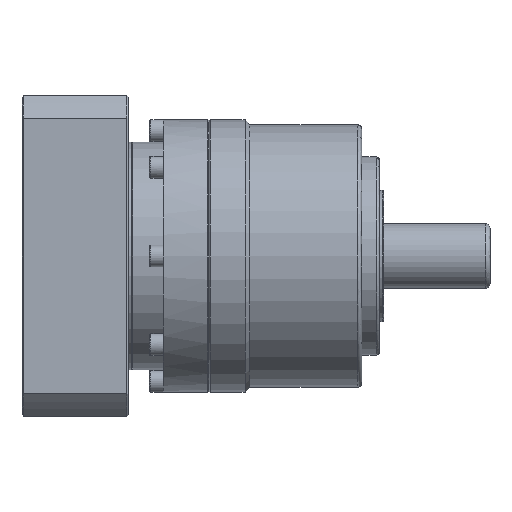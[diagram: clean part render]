
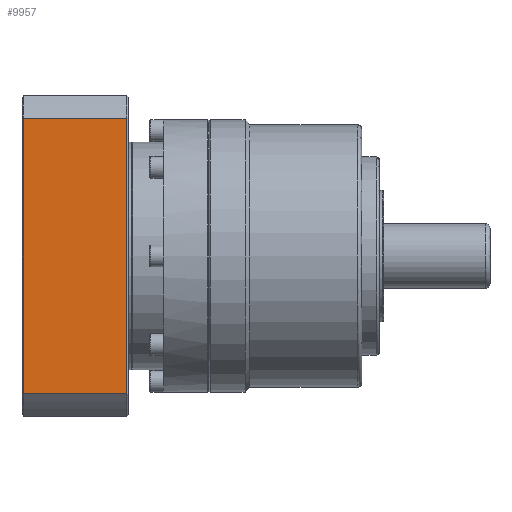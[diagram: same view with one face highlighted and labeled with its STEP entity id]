
A CAD part, front view. The second image highlights one B-rep face of the part: STEP entity #9957.
In plain terms, the highlighted planar face has unit normal (0, -1, 0).
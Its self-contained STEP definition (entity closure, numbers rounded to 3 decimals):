
#618 = ORIENTED_EDGE ( 'NONE', *, *, #5952, .T. ) ;
#1239 = VERTEX_POINT ( 'NONE', #10891 ) ;
#1499 = PLANE ( 'NONE',  #5805 ) ;
#2710 = DIRECTION ( 'NONE',  ( 0., 0., -1. ) ) ;
#4068 = ORIENTED_EDGE ( 'NONE', *, *, #6237, .F. ) ;
#4454 = CARTESIAN_POINT ( 'NONE',  ( -27.5, -55., 4. ) ) ;
#4584 = VECTOR ( 'NONE', #15072, 1000. ) ;
#5079 = VECTOR ( 'NONE', #15626, 1000. ) ;
#5102 = LINE ( 'NONE', #19606, #4584 ) ;
#5427 = CARTESIAN_POINT ( 'NONE',  ( 47.236, -55., 0. ) ) ;
#5603 = VECTOR ( 'NONE', #6155, 1000. ) ;
#5739 = EDGE_CURVE ( 'NONE', #13853, #12991, #5102, .T. ) ;
#5805 = AXIS2_PLACEMENT_3D ( 'NONE', #9521, #19868, #10825 ) ;
#5952 = EDGE_CURVE ( 'NONE', #1239, #13853, #13292, .T. ) ;
#6155 = DIRECTION ( 'NONE',  ( -1., 0., 0. ) ) ;
#6217 = EDGE_CURVE ( 'NONE', #12991, #13181, #9919, .T. ) ;
#6237 = EDGE_CURVE ( 'NONE', #1239, #13181, #17262, .T. ) ;
#9444 = CARTESIAN_POINT ( 'NONE',  ( -47.236, -55., 39.5 ) ) ;
#9521 = CARTESIAN_POINT ( 'NONE',  ( -55., -55., 0. ) ) ;
#9919 = LINE ( 'NONE', #17792, #16764 ) ;
#9957 = ADVANCED_FACE ( 'NONE', ( #14263 ), #1499, .T. ) ;
#10825 = DIRECTION ( 'NONE',  ( 1., 0., 0. ) ) ;
#10891 = CARTESIAN_POINT ( 'NONE',  ( 47.236, -55., 4. ) ) ;
#12991 = VERTEX_POINT ( 'NONE', #9444 ) ;
#13181 = VERTEX_POINT ( 'NONE', #14088 ) ;
#13292 = LINE ( 'NONE', #5427, #5079 ) ;
#13853 = VERTEX_POINT ( 'NONE', #19818 ) ;
#14088 = CARTESIAN_POINT ( 'NONE',  ( -47.236, -55., 4. ) ) ;
#14263 = FACE_OUTER_BOUND ( 'NONE', #17832, .T. ) ;
#14537 = ORIENTED_EDGE ( 'NONE', *, *, #6217, .T. ) ;
#14584 = ORIENTED_EDGE ( 'NONE', *, *, #5739, .T. ) ;
#15072 = DIRECTION ( 'NONE',  ( -1., 0., 0. ) ) ;
#15626 = DIRECTION ( 'NONE',  ( 0., 0., 1. ) ) ;
#16764 = VECTOR ( 'NONE', #2710, 1000. ) ;
#17262 = LINE ( 'NONE', #4454, #5603 ) ;
#17792 = CARTESIAN_POINT ( 'NONE',  ( -47.236, -55., 0. ) ) ;
#17832 = EDGE_LOOP ( 'NONE', ( #14584, #14537, #4068, #618 ) ) ;
#19606 = CARTESIAN_POINT ( 'NONE',  ( -55., -55., 39.5 ) ) ;
#19818 = CARTESIAN_POINT ( 'NONE',  ( 47.236, -55., 39.5 ) ) ;
#19868 = DIRECTION ( 'NONE',  ( 0., -1., 0. ) ) ;
